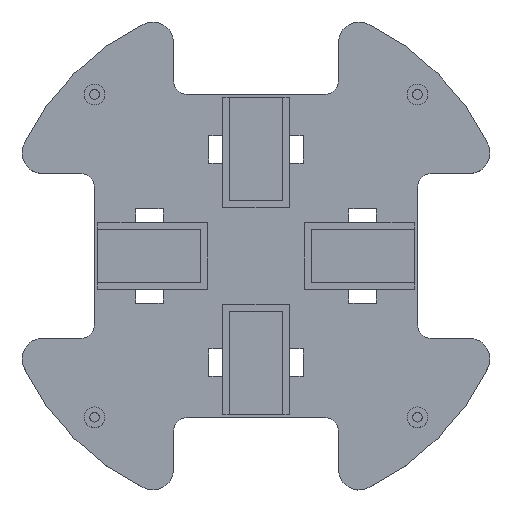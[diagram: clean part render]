
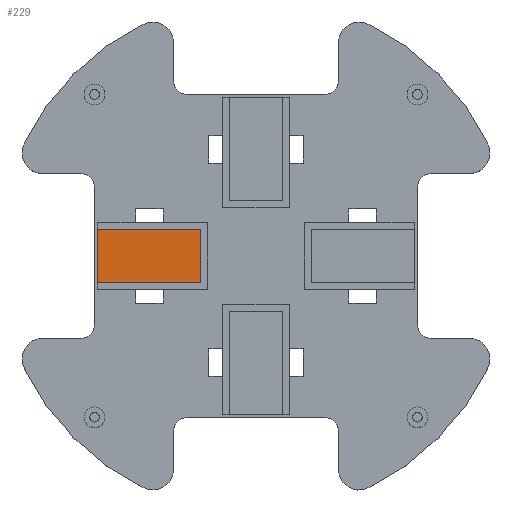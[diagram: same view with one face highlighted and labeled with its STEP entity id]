
A CAD part, top view. The second image highlights one B-rep face of the part: STEP entity #229.
In plain terms, the highlighted planar face has unit normal (0, 0, 1).
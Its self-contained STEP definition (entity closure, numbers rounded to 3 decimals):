
#229=ADVANCED_FACE('',(#435),#327,.T.);
#327=PLANE('',#2457);
#435=FACE_OUTER_BOUND('',#557,.T.);
#557=EDGE_LOOP('',(#1079,#1080,#1081,#1082));
#1079=ORIENTED_EDGE('',*,*,#1718,.F.);
#1080=ORIENTED_EDGE('',*,*,#1723,.F.);
#1081=ORIENTED_EDGE('',*,*,#1726,.F.);
#1082=ORIENTED_EDGE('',*,*,#1729,.F.);
#1429=VERTEX_POINT('',#3619);
#1430=VERTEX_POINT('',#3621);
#1433=VERTEX_POINT('',#3629);
#1435=VERTEX_POINT('',#3635);
#1718=EDGE_CURVE('',#1429,#1430,#1994,.T.);
#1723=EDGE_CURVE('',#1433,#1429,#1999,.T.);
#1726=EDGE_CURVE('',#1435,#1433,#2002,.T.);
#1729=EDGE_CURVE('',#1430,#1435,#2005,.T.);
#1994=LINE('',#3620,#2258);
#1999=LINE('',#3630,#2263);
#2002=LINE('',#3636,#2266);
#2005=LINE('',#3641,#2269);
#2258=VECTOR('',#2940,1.);
#2263=VECTOR('',#2947,1.);
#2266=VECTOR('',#2952,1.);
#2269=VECTOR('',#2957,1.);
#2457=AXIS2_PLACEMENT_3D('',#3643,#2960,#2961);
#2940=DIRECTION('',(0.,1.,0.));
#2947=DIRECTION('',(-1.,0.,0.));
#2952=DIRECTION('',(0.,-1.,0.));
#2957=DIRECTION('',(1.,0.,0.));
#2960=DIRECTION('',(0.,0.,1.));
#2961=DIRECTION('',(1.,0.,0.));
#3619=CARTESIAN_POINT('',(-46.056,-7.75,-1.));
#3620=CARTESIAN_POINT('',(-46.056,7.75,-1.));
#3621=CARTESIAN_POINT('',(-46.056,7.75,-1.));
#3629=CARTESIAN_POINT('',(-16.056,-7.75,-1.));
#3630=CARTESIAN_POINT('',(-46.056,-7.75,-1.));
#3635=CARTESIAN_POINT('',(-16.056,7.75,-1.));
#3636=CARTESIAN_POINT('',(-16.056,-7.75,-1.));
#3641=CARTESIAN_POINT('',(-16.056,7.75,-1.));
#3643=CARTESIAN_POINT('',(0.,0.,-1.));
